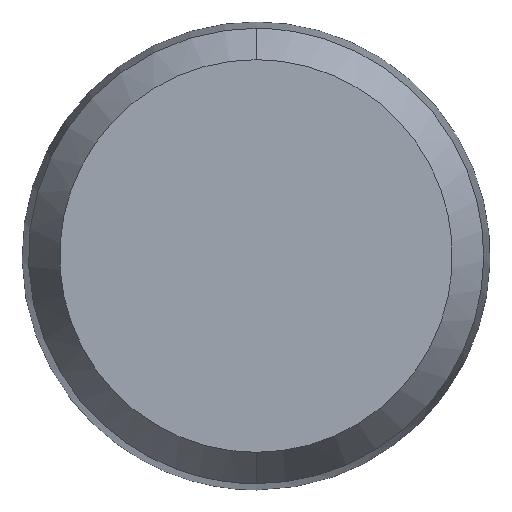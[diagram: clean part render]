
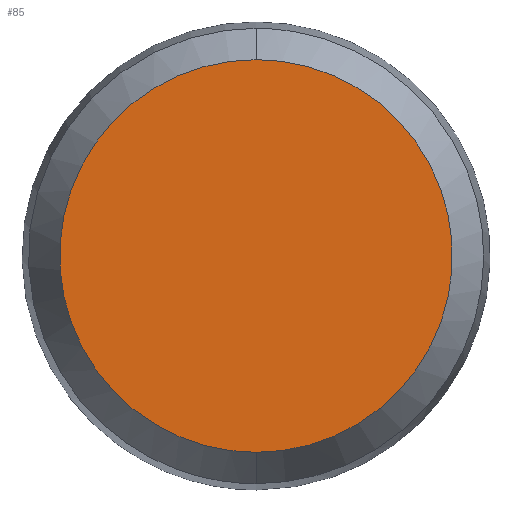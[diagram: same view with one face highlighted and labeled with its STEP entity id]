
A CAD part, front view. The second image highlights one B-rep face of the part: STEP entity #85.
In plain terms, the highlighted free-form (B-spline) face has degree [1, 1] with [2, 2] control points.
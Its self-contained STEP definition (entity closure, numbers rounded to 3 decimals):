
#33 = CARTESIAN_POINT ( 'NONE',  ( 3.99, 0., -8.089 ) ) ;
#35 = CARTESIAN_POINT ( 'NONE',  ( 0., 0., -9. ) ) ;
#41 = CARTESIAN_POINT ( 'NONE',  ( 8.089, 0., -3.99 ) ) ;
#85 = ADVANCED_FACE ( 'NONE', ( #628 ), #1138, .T. ) ;
#86 = EDGE_CURVE ( 'NONE', #183, #485, #898, .T. ) ;
#87 = CARTESIAN_POINT ( 'NONE',  ( -4.509, 0., 7.812 ) ) ;
#97 = CARTESIAN_POINT ( 'NONE',  ( -7.812, 0., -4.509 ) ) ;
#105 = CARTESIAN_POINT ( 'NONE',  ( 0., 0., -9. ) ) ;
#147 = CARTESIAN_POINT ( 'NONE',  ( 0.591, 0., 9. ) ) ;
#149 = CARTESIAN_POINT ( 'NONE',  ( 5.491, 0., 7.155 ) ) ;
#154 = CARTESIAN_POINT ( 'NONE',  ( 2.898, 0., 8.541 ) ) ;
#183 = VERTEX_POINT ( 'NONE', #105 ) ;
#184 = CARTESIAN_POINT ( 'NONE',  ( -8.541, 0., -2.898 ) ) ;
#215 = CARTESIAN_POINT ( 'NONE',  ( 9.108, 0., 9.108 ) ) ;
#231 = CARTESIAN_POINT ( 'NONE',  ( -2.898, 0., -8.541 ) ) ;
#252 = CARTESIAN_POINT ( 'NONE',  ( 8.942, 0., 1.176 ) ) ;
#268 = CARTESIAN_POINT ( 'NONE',  ( -0.591, 0., 9. ) ) ;
#280 = CARTESIAN_POINT ( 'NONE',  ( -8.541, 0., 2.898 ) ) ;
#285 = CARTESIAN_POINT ( 'NONE',  ( -9., 0., 0.591 ) ) ;
#327 = CARTESIAN_POINT ( 'NONE',  ( 6.782, 0., -5.946 ) ) ;
#332 = CARTESIAN_POINT ( 'NONE',  ( 2.898, 0., -8.541 ) ) ;
#364 = CARTESIAN_POINT ( 'NONE',  ( -3.99, 0., 8.089 ) ) ;
#367 = CARTESIAN_POINT ( 'NONE',  ( 0., 0., 9. ) ) ;
#385 = CARTESIAN_POINT ( 'NONE',  ( -8.712, 0., 2.335 ) ) ;
#420 = CARTESIAN_POINT ( 'NONE',  ( 2.335, 0., -8.712 ) ) ;
#427 = CARTESIAN_POINT ( 'NONE',  ( 8.942, 0., -1.176 ) ) ;
#433 = CARTESIAN_POINT ( 'NONE',  ( 8.089, 0., 3.99 ) ) ;
#455 = CARTESIAN_POINT ( 'NONE',  ( 0., 0., 9. ) ) ;
#473 = EDGE_CURVE ( 'NONE', #485, #183, #700, .T. ) ;
#480 = CARTESIAN_POINT ( 'NONE',  ( -2.898, 0., 8.541 ) ) ;
#484 = CARTESIAN_POINT ( 'NONE',  ( -8.089, 0., 3.99 ) ) ;
#485 = VERTEX_POINT ( 'NONE', #367 ) ;
#523 = CARTESIAN_POINT ( 'NONE',  ( 7.155, 0., -5.491 ) ) ;
#533 = CARTESIAN_POINT ( 'NONE',  ( 6.782, 0., 5.946 ) ) ;
#534 = CARTESIAN_POINT ( 'NONE',  ( -1.176, 0., -8.942 ) ) ;
#544 = CARTESIAN_POINT ( 'NONE',  ( 4.509, 0., 7.812 ) ) ;
#572 = CARTESIAN_POINT ( 'NONE',  ( -9., 0., -0.591 ) ) ;
#616 = CARTESIAN_POINT ( 'NONE',  ( 5.491, 0., -7.155 ) ) ;
#621 = CARTESIAN_POINT ( 'NONE',  ( 7.812, 0., -4.509 ) ) ;
#628 = FACE_OUTER_BOUND ( 'NONE', #880, .T. ) ;
#650 = CARTESIAN_POINT ( 'NONE',  ( 7.812, 0., 4.509 ) ) ;
#679 = CARTESIAN_POINT ( 'NONE',  ( -8.942, 0., -1.176 ) ) ;
#700 = B_SPLINE_CURVE_WITH_KNOTS ( 'NONE', 3,
 ( #956, #268, #1151, #1053, #480, #364, #87, #1162, #766, #856, #966, #861, #484, #280, #385, #1165, #285, #572, #679, #979, #184, #1264, #97, #774, #869, #1066, #974, #1204, #1199, #231, #916, #534, #1213, #35 ),
 .UNSPECIFIED., .F., .F.,
 ( 4, 2, 2, 2, 2, 2, 2, 2, 2, 2, 2, 2, 2, 2, 2, 2, 4 ),
 ( 0., 0.196, 0.393, 0.589, 0.785, 0.982, 1.178, 1.374, 1.571, 1.767, 1.963, 2.16, 2.356, 2.553, 2.749, 2.945, 3.142 ),
 .UNSPECIFIED. ) ;
#718 = CARTESIAN_POINT ( 'NONE',  ( 5.946, 0., -6.782 ) ) ;
#722 = CARTESIAN_POINT ( 'NONE',  ( 8.541, 0., -2.898 ) ) ;
#736 = CARTESIAN_POINT ( 'NONE',  ( 1.176, 0., 8.942 ) ) ;
#766 = CARTESIAN_POINT ( 'NONE',  ( -5.946, 0., 6.782 ) ) ;
#774 = CARTESIAN_POINT ( 'NONE',  ( -7.155, 0., -5.491 ) ) ;
#835 = CARTESIAN_POINT ( 'NONE',  ( 2.335, 0., 8.712 ) ) ;
#856 = CARTESIAN_POINT ( 'NONE',  ( -6.782, 0., 5.946 ) ) ;
#861 = CARTESIAN_POINT ( 'NONE',  ( -7.812, 0., 4.509 ) ) ;
#869 = CARTESIAN_POINT ( 'NONE',  ( -6.782, 0., -5.946 ) ) ;
#880 = EDGE_LOOP ( 'NONE', ( #1046, #1260 ) ) ;
#896 = CARTESIAN_POINT ( 'NONE',  ( -9.108, 0., -9.108 ) ) ;
#898 = B_SPLINE_CURVE_WITH_KNOTS ( 'NONE', 3,
 ( #1202, #1198, #1004, #420, #332, #33, #1102, #616, #718, #327, #523, #621, #41, #722, #1013, #427, #1112, #1135, #252, #939, #928, #433, #650, #1119, #533, #1021, #149, #544, #1227, #154, #835, #736, #147, #455 ),
 .UNSPECIFIED., .F., .F.,
 ( 4, 2, 2, 2, 2, 2, 2, 2, 2, 2, 2, 2, 2, 2, 2, 2, 4 ),
 ( 0., 0.196, 0.393, 0.589, 0.785, 0.982, 1.178, 1.374, 1.571, 1.767, 1.963, 2.16, 2.356, 2.553, 2.749, 2.945, 3.142 ),
 .UNSPECIFIED. ) ;
#916 = CARTESIAN_POINT ( 'NONE',  ( -2.335, 0., -8.712 ) ) ;
#928 = CARTESIAN_POINT ( 'NONE',  ( 8.541, 0., 2.898 ) ) ;
#939 = CARTESIAN_POINT ( 'NONE',  ( 8.712, 0., 2.335 ) ) ;
#956 = CARTESIAN_POINT ( 'NONE',  ( 0., 0., 9. ) ) ;
#966 = CARTESIAN_POINT ( 'NONE',  ( -7.155, 0., 5.491 ) ) ;
#974 = CARTESIAN_POINT ( 'NONE',  ( -5.491, 0., -7.155 ) ) ;
#979 = CARTESIAN_POINT ( 'NONE',  ( -8.712, 0., -2.335 ) ) ;
#1004 = CARTESIAN_POINT ( 'NONE',  ( 1.176, 0., -8.942 ) ) ;
#1013 = CARTESIAN_POINT ( 'NONE',  ( 8.712, 0., -2.335 ) ) ;
#1021 = CARTESIAN_POINT ( 'NONE',  ( 5.946, 0., 6.782 ) ) ;
#1046 = ORIENTED_EDGE ( 'NONE', *, *, #473, .T. ) ;
#1053 = CARTESIAN_POINT ( 'NONE',  ( -2.335, 0., 8.712 ) ) ;
#1066 = CARTESIAN_POINT ( 'NONE',  ( -5.946, 0., -6.782 ) ) ;
#1102 = CARTESIAN_POINT ( 'NONE',  ( 4.509, 0., -7.812 ) ) ;
#1112 = CARTESIAN_POINT ( 'NONE',  ( 9., 0., -0.591 ) ) ;
#1119 = CARTESIAN_POINT ( 'NONE',  ( 7.155, 0., 5.491 ) ) ;
#1135 = CARTESIAN_POINT ( 'NONE',  ( 9., 0., 0.591 ) ) ;
#1138 = B_SPLINE_SURFACE_WITH_KNOTS ( 'NONE', 1, 1, ( 
 ( #1208, #215 ),
 ( #896, #1212 ) ),
 .UNSPECIFIED., .F., .F., .F.,
 ( 2, 2 ),
 ( 2, 2 ),
 ( 0., 1. ),
 ( 0., 1. ),
 .UNSPECIFIED. ) ;
#1151 = CARTESIAN_POINT ( 'NONE',  ( -1.176, 0., 8.942 ) ) ;
#1162 = CARTESIAN_POINT ( 'NONE',  ( -5.491, 0., 7.155 ) ) ;
#1165 = CARTESIAN_POINT ( 'NONE',  ( -8.942, 0., 1.176 ) ) ;
#1198 = CARTESIAN_POINT ( 'NONE',  ( 0.591, 0., -9. ) ) ;
#1199 = CARTESIAN_POINT ( 'NONE',  ( -3.99, 0., -8.089 ) ) ;
#1202 = CARTESIAN_POINT ( 'NONE',  ( 0., 0., -9. ) ) ;
#1204 = CARTESIAN_POINT ( 'NONE',  ( -4.509, 0., -7.812 ) ) ;
#1208 = CARTESIAN_POINT ( 'NONE',  ( -9.108, 0., 9.108 ) ) ;
#1212 = CARTESIAN_POINT ( 'NONE',  ( 9.108, 0., -9.108 ) ) ;
#1213 = CARTESIAN_POINT ( 'NONE',  ( -0.591, 0., -9. ) ) ;
#1227 = CARTESIAN_POINT ( 'NONE',  ( 3.99, 0., 8.089 ) ) ;
#1260 = ORIENTED_EDGE ( 'NONE', *, *, #86, .T. ) ;
#1264 = CARTESIAN_POINT ( 'NONE',  ( -8.089, 0., -3.99 ) ) ;
